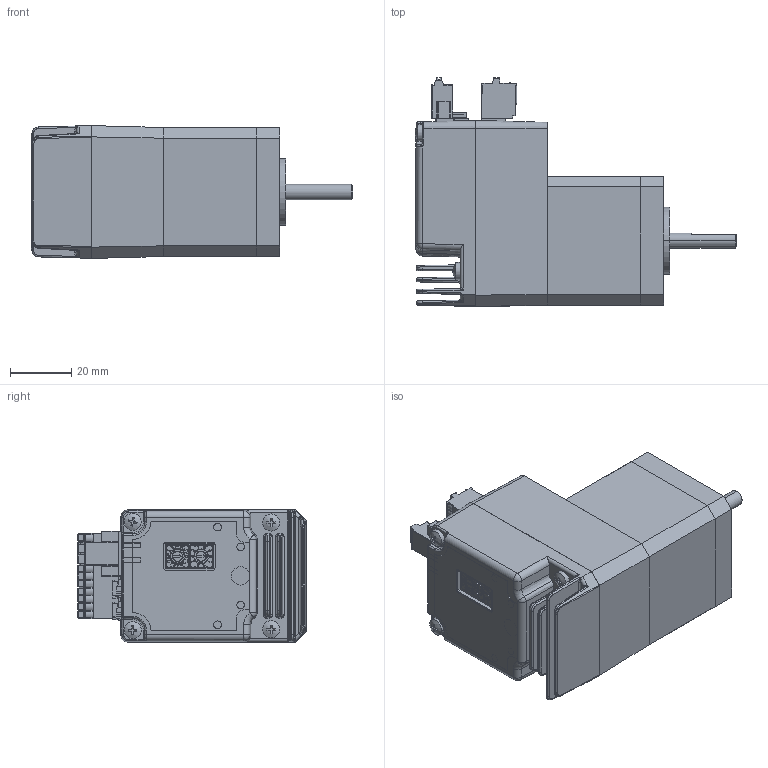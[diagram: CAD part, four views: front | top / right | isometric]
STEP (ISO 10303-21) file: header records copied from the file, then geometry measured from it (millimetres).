
FILE_DESCRIPTION (( 'STEP AP214' ), '1' );
FILE_NAME ('STM17Q-3CE_RevC.STEP', '2021-12-20T19:03:50', ( '' ), ( '' ), 'SwSTEP 2.0', 'SolidWorks 2017', '' );
FILE_SCHEMA (( 'AUTOMOTIVE_DESIGN' ));
Length unit declared in the file: millimetre
Products named in the file (18): 1; 13; 10; 16; 8; 17; STM17Q-3CE_RevC; 14; 12; 7; 5; 11; 3; 9; 6; 2; 15; 4
Assembly tree (21 placements, depth 3):
  STM17Q-3CE_RevC
    12
      14
      15
      16
      13
    2  x2
    9
    10
    1
    5
    3
    4
    6
    11
    17  x2
    7  x2
    8  x2
Bounding box: 105.43 x 75.12 x 43.54 mm (x, y, z)
Volume: 113244.2 mm3; surface area: 67464.9 mm2
Topology: 25 solids, 27 shells, 4283 faces, 10963 edges, 6888 vertices
Faces by surface type: plane 2467, cylinder 1153, bspline 326, torus 130, sphere 111, cone 96
Entity records: 141110 total; most frequent: CARTESIAN_POINT 38222, ORIENTED_EDGE 20852, DIRECTION 19685, EDGE_CURVE 10426, VECTOR 6993, LINE 6993, VERTEX_POINT 6598, AXIS2_PLACEMENT_3D 6346
